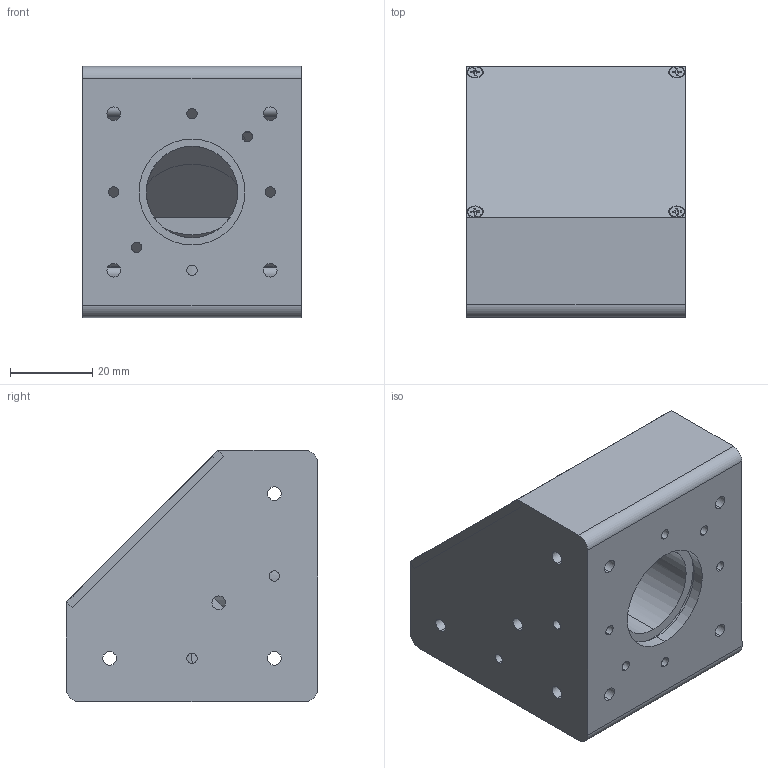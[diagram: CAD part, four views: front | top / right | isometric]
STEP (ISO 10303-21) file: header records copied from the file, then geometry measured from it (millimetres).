
FILE_DESCRIPTION (( 'STEP AP203' ), '1' );
FILE_NAME ('04BBR-1M-DF.STEP', '2020-06-04T02:19:41', ( '' ), ( '' ), 'SwSTEP 2.0', 'SolidWorks 2016', '' );
FILE_SCHEMA (( 'CONFIG_CONTROL_DESIGN' ));
Length unit declared in the file: millimetre
Products named in the file (1): 04BBR-1M-DF
Bounding box: 53 x 61 x 61 mm (x, y, z)
Surface area: 23199.6 mm2 (no closed solid volume)
Topology: 0 solids, 8 shells, 161 faces, 532 edges, 366 vertices
Faces by surface type: cylinder 87, plane 54, cone 20
Entity records: 5975 total; most frequent: DIRECTION 1087, CARTESIAN_POINT 1081, ORIENTED_EDGE 861, EDGE_CURVE 532, AXIS2_PLACEMENT_3D 400, VERTEX_POINT 366, VECTOR 287, LINE 287
